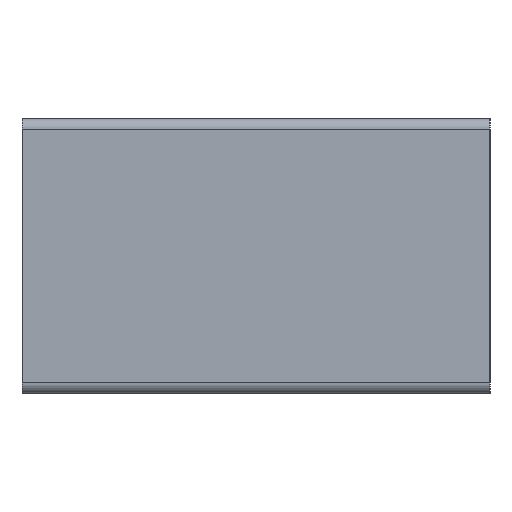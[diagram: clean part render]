
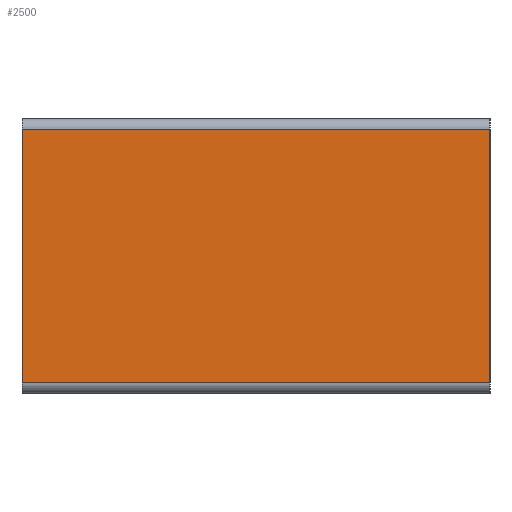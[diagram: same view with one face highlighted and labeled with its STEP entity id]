
A CAD part, left-side view. The second image highlights one B-rep face of the part: STEP entity #2500.
In plain terms, the highlighted planar face has unit normal (-1, 0, 0).
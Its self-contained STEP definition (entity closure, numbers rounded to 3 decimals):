
#126=PLANE('',#2665);
#246=FACE_OUTER_BOUND('',#390,.T.);
#390=EDGE_LOOP('',(#1829,#1830,#1831,#1832));
#527=LINE('',#3458,#831);
#535=LINE('',#3475,#839);
#541=LINE('',#3490,#845);
#559=LINE('',#3529,#863);
#831=VECTOR('',#2826,0.85);
#839=VECTOR('',#2838,0.46);
#845=VECTOR('',#2850,0.85);
#863=VECTOR('',#2892,0.46);
#1159=VERTEX_POINT('',#3451);
#1162=VERTEX_POINT('',#3456);
#1169=VERTEX_POINT('',#3474);
#1175=VERTEX_POINT('',#3489);
#1403=EDGE_CURVE('',#1162,#1159,#527,.T.);
#1411=EDGE_CURVE('',#1169,#1159,#535,.T.);
#1419=EDGE_CURVE('',#1169,#1175,#541,.T.);
#1439=EDGE_CURVE('',#1175,#1162,#559,.T.);
#1829=ORIENTED_EDGE('',*,*,#1403,.F.);
#1830=ORIENTED_EDGE('',*,*,#1439,.F.);
#1831=ORIENTED_EDGE('',*,*,#1419,.F.);
#1832=ORIENTED_EDGE('',*,*,#1411,.T.);
#2500=ADVANCED_FACE('',(#246),#126,.T.);
#2665=AXIS2_PLACEMENT_3D('',#3528,#2890,#2891);
#2826=DIRECTION('',(0.,-1.,0.));
#2838=DIRECTION('',(0.,0.,1.));
#2850=DIRECTION('',(0.,1.,0.));
#2890=DIRECTION('center_axis',(-1.,0.,0.));
#2891=DIRECTION('ref_axis',(0.,-1.,0.));
#2892=DIRECTION('',(0.,0.,1.));
#3451=CARTESIAN_POINT('',(-0.775,-0.425,0.48));
#3456=CARTESIAN_POINT('',(-0.775,0.425,0.48));
#3458=CARTESIAN_POINT('',(-0.775,0.213,0.48));
#3474=CARTESIAN_POINT('',(-0.775,-0.425,0.02));
#3475=CARTESIAN_POINT('',(-0.775,-0.425,0.));
#3489=CARTESIAN_POINT('',(-0.775,0.425,0.02));
#3490=CARTESIAN_POINT('',(-0.775,0.213,0.02));
#3528=CARTESIAN_POINT('Origin',(-0.775,0.425,0.));
#3529=CARTESIAN_POINT('',(-0.775,0.425,0.));
